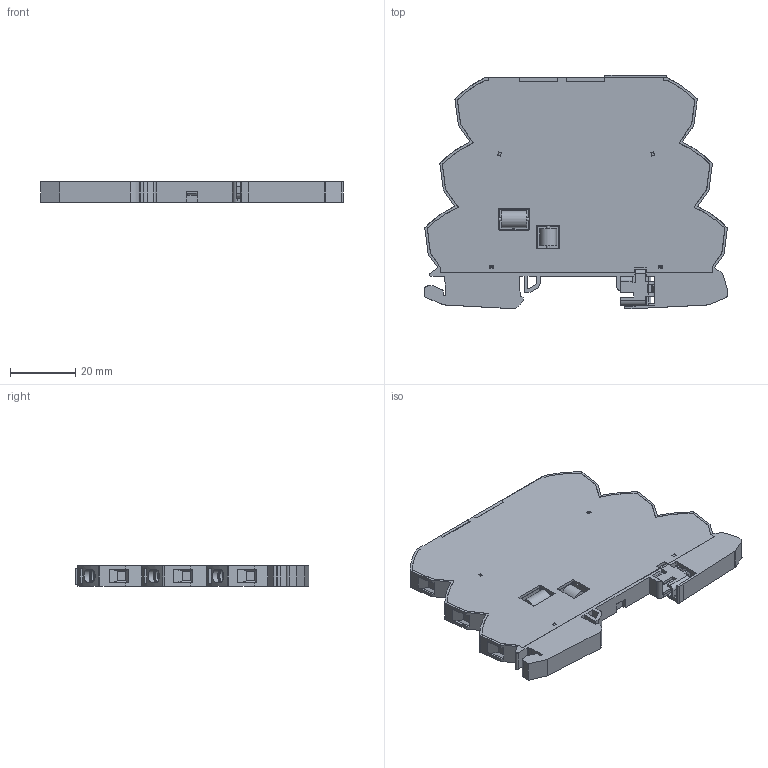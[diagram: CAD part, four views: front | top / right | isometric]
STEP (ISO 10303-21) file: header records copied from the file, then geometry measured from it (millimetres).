
FILE_DESCRIPTION((''),'2;1');
FILE_NAME('CAD-8809A_SCHRUMPF_ASM','2024-10-07T14:41:35',('creinig-se'),(''),'CREO PARAMETRIC BY PTC INC, 2022284','CREO PARAMETRIC BY PTC INC, 2022284','');
FILE_SCHEMA(('CONFIG_CONTROL_DESIGN','SHAPE_APPEARANCE_LAYERS_GROUPS'));
Products named in the file (5): CAD-8809A_TEILW_SW0001; CAD-8809_180612_BESCHR; CAD-8809A_058288_1; CAD-8809_058288_2; CAD-8809A_SCHRUMPF_ASM
Assembly tree (4 placements, depth 2):
  CAD-8809A_SCHRUMPF_ASM
    CAD-8809A_TEILW_SW0001
    CAD-8809_180612_BESCHR
    CAD-8809A_058288_1
    CAD-8809_058288_2
Bounding box: 93.08 x 71.8 x 6.2 mm (x, y, z)
Volume: 31727.9 mm3; surface area: 25266.3 mm2
Topology: 6 solids, 8 shells, 1477 faces, 4222 edges, 2767 vertices
Faces by surface type: plane 833, cylinder 390, bspline 174, sphere 32, torus 30, cone 12, extrusion 6
Entity records: 65921 total; most frequent: CARTESIAN_POINT 18188, ORIENTED_EDGE 8402, DIRECTION 7100, EDGE_CURVE 4208, VERTEX_POINT 2767, VECTOR 2544, LINE 2538, AXIS2_PLACEMENT_3D 2278
